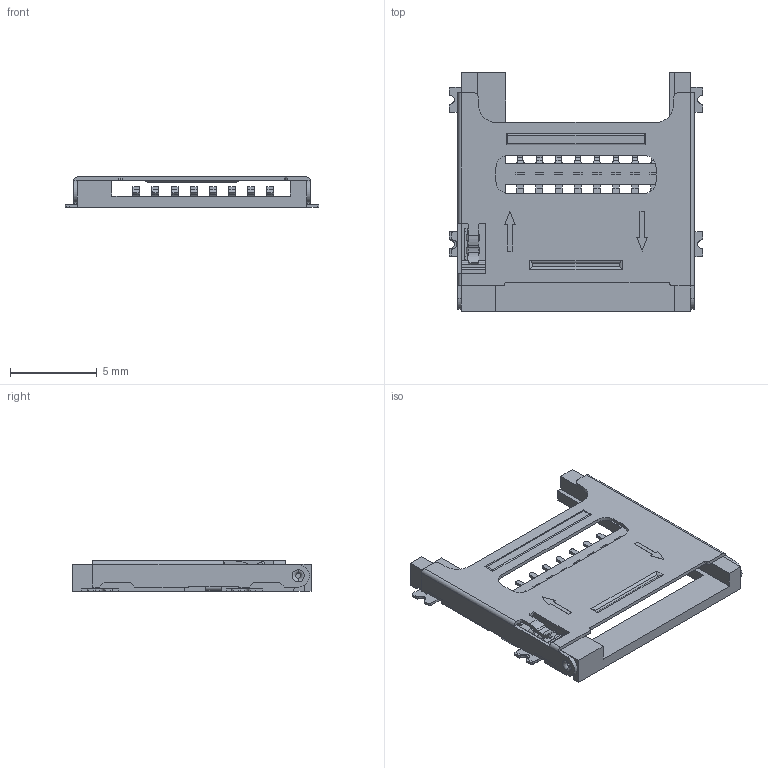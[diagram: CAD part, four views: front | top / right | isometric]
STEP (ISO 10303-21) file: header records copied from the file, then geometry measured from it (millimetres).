
FILE_DESCRIPTION(('STEP AP214'),'1');
FILE_NAME('44011.stp','2014-10-28T17:25:36',('TraceParts'),('TraceParts S.A.'),'XStep 1.0',' ',' ');
FILE_SCHEMA(('automotive_design'));
Length unit declared in the file: millimetre
Products named in the file (15): Assem1|NAUO1;693072010801; Assem1|NAUO2;693072010801_PATTE; Assem1|NAUO3;693072010801_PATTE; Assem1|NAUO4;693072010801_PATTE; Assem1|NAUO5;693072010801_PATTE; Assem1|NAUO6;693072010801_PATTE_SPE; Assem1|NAUO7;693072010801_PIN; Assem1|NAUO8;693072010801_PIN; Assem1|NAUO9;693072010801_PIN; Assem1|NAUO10;693072010801_PIN; Assem1|NAUO11;693072010801_PIN; Assem1|NAUO12;693072010801_PIN; Assem1|NAUO13;693072010801_PIN; Assem1|NAUO14;693072010801_PIN; Assem1|NAUO15;693072010801_CACHE
Bounding box: 14.6 x 13.7 x 1.77 mm (x, y, z)
Volume: 102.8 mm3; surface area: 731.6 mm2
Topology: 15 solids, 15 shells, 923 faces, 2526 edges, 1644 vertices
Faces by surface type: plane 580, cylinder 319, bspline 20, torus 4
Entity records: 57978 total; most frequent: CARTESIAN_POINT 5604, STYLED_ITEM 5093, PRESENTATION_STYLE_ASSIGNMENT 5093, COLOUR_RGB 5093, ORIENTED_EDGE 5052, DIRECTION 4928, EDGE_CURVE 2526, CURVE_STYLE 2526
